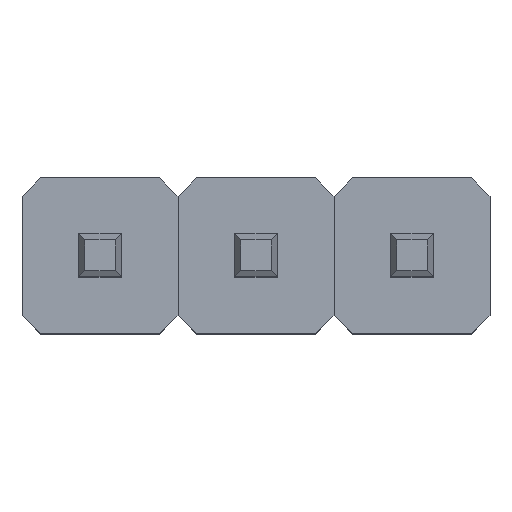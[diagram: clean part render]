
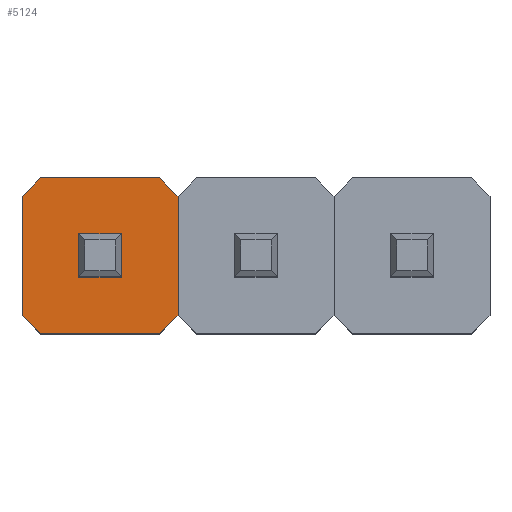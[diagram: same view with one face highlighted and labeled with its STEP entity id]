
A CAD part, top view. The second image highlights one B-rep face of the part: STEP entity #5124.
In plain terms, the highlighted planar face has unit normal (0, 0, 1).
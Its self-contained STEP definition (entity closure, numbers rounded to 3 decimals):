
#81=FACE_BOUND('',#567,.T.);
#278=FACE_OUTER_BOUND('',#566,.T.);
#566=EDGE_LOOP('',(#3683,#3684,#3685,#3686,#3687,#3688,#3689,#3690));
#567=EDGE_LOOP('',(#3691,#3692,#3693,#3694));
#999=LINE('',#8210,#1611);
#1002=LINE('',#8216,#1614);
#1005=LINE('',#8222,#1617);
#1011=LINE('',#8233,#1623);
#1014=LINE('',#8239,#1626);
#1017=LINE('',#8245,#1629);
#1020=LINE('',#8251,#1632);
#1023=LINE('',#8256,#1635);
#1026=LINE('',#8263,#1638);
#1027=LINE('',#8265,#1639);
#1028=LINE('',#8267,#1640);
#1029=LINE('',#8268,#1641);
#1611=VECTOR('',#5962,1.);
#1614=VECTOR('',#5967,1.);
#1617=VECTOR('',#5972,1.);
#1623=VECTOR('',#5980,1.);
#1626=VECTOR('',#5985,1.);
#1629=VECTOR('',#5990,1.);
#1632=VECTOR('',#5995,1.);
#1635=VECTOR('',#6000,1.);
#1638=VECTOR('',#6005,1.);
#1639=VECTOR('',#6006,1.);
#1640=VECTOR('',#6007,1.);
#1641=VECTOR('',#6008,1.);
#2177=VERTEX_POINT('',#8203);
#2180=VERTEX_POINT('',#8208);
#2182=VERTEX_POINT('',#8214);
#2184=VERTEX_POINT('',#8220);
#2188=VERTEX_POINT('',#8231);
#2190=VERTEX_POINT('',#8237);
#2192=VERTEX_POINT('',#8243);
#2194=VERTEX_POINT('',#8249);
#2197=VERTEX_POINT('',#8261);
#2198=VERTEX_POINT('',#8262);
#2199=VERTEX_POINT('',#8264);
#2200=VERTEX_POINT('',#8266);
#2717=EDGE_CURVE('',#2177,#2180,#999,.T.);
#2720=EDGE_CURVE('',#2180,#2182,#1002,.T.);
#2723=EDGE_CURVE('',#2182,#2184,#1005,.T.);
#2729=EDGE_CURVE('',#2184,#2188,#1011,.T.);
#2732=EDGE_CURVE('',#2188,#2190,#1014,.T.);
#2735=EDGE_CURVE('',#2190,#2192,#1017,.T.);
#2738=EDGE_CURVE('',#2192,#2194,#1020,.T.);
#2741=EDGE_CURVE('',#2194,#2177,#1023,.T.);
#2744=EDGE_CURVE('',#2197,#2198,#1026,.T.);
#2745=EDGE_CURVE('',#2199,#2197,#1027,.T.);
#2746=EDGE_CURVE('',#2200,#2199,#1028,.T.);
#2747=EDGE_CURVE('',#2198,#2200,#1029,.T.);
#3683=ORIENTED_EDGE('',*,*,#2717,.T.);
#3684=ORIENTED_EDGE('',*,*,#2720,.T.);
#3685=ORIENTED_EDGE('',*,*,#2723,.T.);
#3686=ORIENTED_EDGE('',*,*,#2729,.T.);
#3687=ORIENTED_EDGE('',*,*,#2732,.T.);
#3688=ORIENTED_EDGE('',*,*,#2735,.T.);
#3689=ORIENTED_EDGE('',*,*,#2738,.T.);
#3690=ORIENTED_EDGE('',*,*,#2741,.T.);
#3691=ORIENTED_EDGE('',*,*,#2744,.F.);
#3692=ORIENTED_EDGE('',*,*,#2745,.F.);
#3693=ORIENTED_EDGE('',*,*,#2746,.F.);
#3694=ORIENTED_EDGE('',*,*,#2747,.F.);
#4605=PLANE('',#5401);
#5124=ADVANCED_FACE('',(#278,#81),#4605,.T.);
#5401=AXIS2_PLACEMENT_3D('',#8260,#6003,#6004);
#5962=DIRECTION('',(0.707,-0.707,0.));
#5967=DIRECTION('',(1.,0.,0.));
#5972=DIRECTION('',(0.707,0.707,0.));
#5980=DIRECTION('',(0.,1.,0.));
#5985=DIRECTION('',(-0.707,0.707,0.));
#5990=DIRECTION('',(-1.,0.,0.));
#5995=DIRECTION('',(-0.707,-0.707,0.));
#6000=DIRECTION('',(0.,-1.,0.));
#6003=DIRECTION('center_axis',(0.,0.,1.));
#6004=DIRECTION('ref_axis',(1.,0.,0.));
#6005=DIRECTION('',(0.,1.,0.));
#6006=DIRECTION('',(1.,0.,0.));
#6007=DIRECTION('',(0.,-1.,0.));
#6008=DIRECTION('',(-1.,0.,0.));
#8203=CARTESIAN_POINT('',(-3.81,-0.97,2.5));
#8208=CARTESIAN_POINT('',(-3.51,-1.27,2.5));
#8210=CARTESIAN_POINT('',(-3.81,-0.97,2.5));
#8214=CARTESIAN_POINT('',(-1.57,-1.27,2.5));
#8216=CARTESIAN_POINT('',(-3.51,-1.27,2.5));
#8220=CARTESIAN_POINT('',(-1.27,-0.97,2.5));
#8222=CARTESIAN_POINT('',(-1.57,-1.27,2.5));
#8231=CARTESIAN_POINT('',(-1.27,0.97,2.5));
#8233=CARTESIAN_POINT('',(-1.27,0.97,2.5));
#8237=CARTESIAN_POINT('',(-1.57,1.27,2.5));
#8239=CARTESIAN_POINT('',(-1.57,1.27,2.5));
#8243=CARTESIAN_POINT('',(-3.51,1.27,2.5));
#8245=CARTESIAN_POINT('',(-3.51,1.27,2.5));
#8249=CARTESIAN_POINT('',(-3.81,0.97,2.5));
#8251=CARTESIAN_POINT('',(-3.81,0.97,2.5));
#8256=CARTESIAN_POINT('',(-3.81,0.97,2.5));
#8260=CARTESIAN_POINT('Origin',(-2.54,0.,2.5));
#8261=CARTESIAN_POINT('',(-2.19,-0.35,2.5));
#8262=CARTESIAN_POINT('',(-2.19,0.35,2.5));
#8263=CARTESIAN_POINT('',(-2.19,0.,2.5));
#8264=CARTESIAN_POINT('',(-2.89,-0.35,2.5));
#8265=CARTESIAN_POINT('',(-2.54,-0.35,2.5));
#8266=CARTESIAN_POINT('',(-2.89,0.35,2.5));
#8267=CARTESIAN_POINT('',(-2.89,0.,2.5));
#8268=CARTESIAN_POINT('',(-2.54,0.35,2.5));
